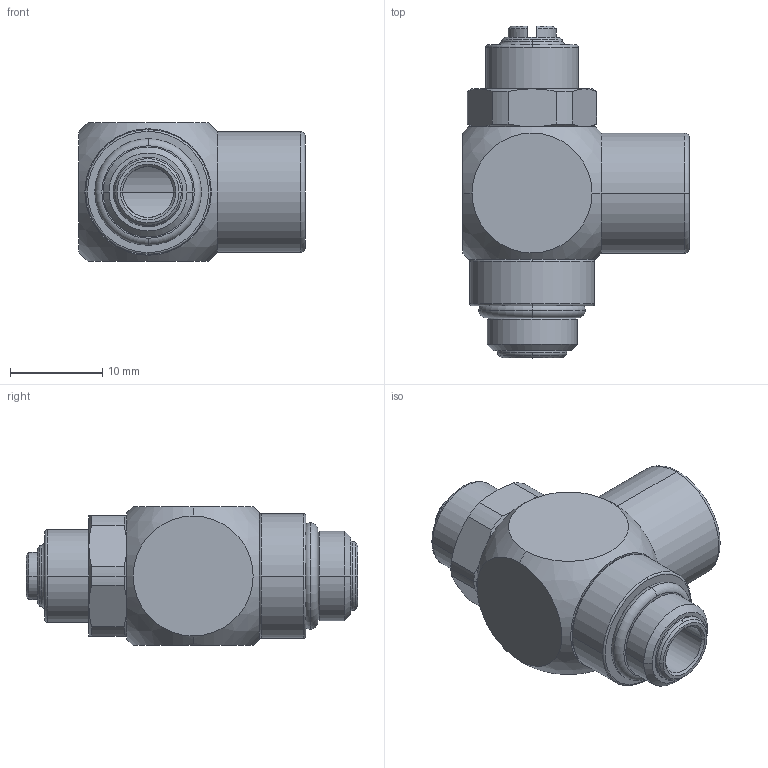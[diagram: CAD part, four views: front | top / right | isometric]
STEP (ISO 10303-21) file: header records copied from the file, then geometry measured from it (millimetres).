
FILE_DESCRIPTION(('STEP AP214'),'1');
FILE_NAME('7140_10_10.stp','2016-07-07T14:19:55',('TraceParts'),('TraceParts S.A.'),'Spatial InterOp 3D',' ',' ');
FILE_SCHEMA(('automotive_design'));
Length unit declared in the file: millimetre
Products named in the file (1): 1
Bounding box: 24.5 x 35.9 x 15 mm (x, y, z)
Volume: 4874.2 mm3; surface area: 2966.6 mm2
Topology: 1 solids, 1 shells, 104 faces, 256 edges, 162 vertices
Faces by surface type: cone 34, cylinder 24, plane 24, torus 20, sphere 2
Entity records: 3230 total; most frequent: CARTESIAN_POINT 692, DIRECTION 600, ORIENTED_EDGE 508, AXIS2_PLACEMENT_3D 271, EDGE_CURVE 254, CIRCLE 166, VERTEX_POINT 162, EDGE_LOOP 116
